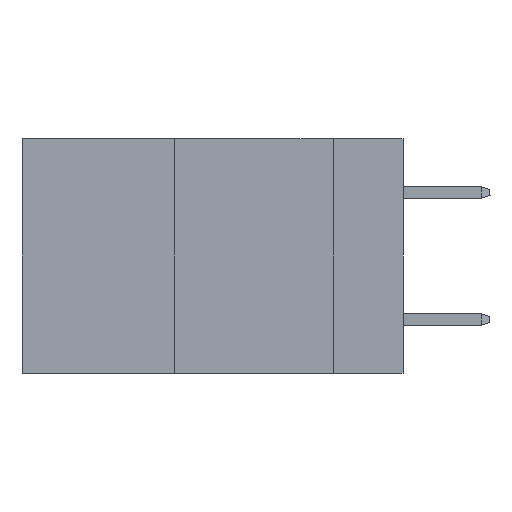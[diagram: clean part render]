
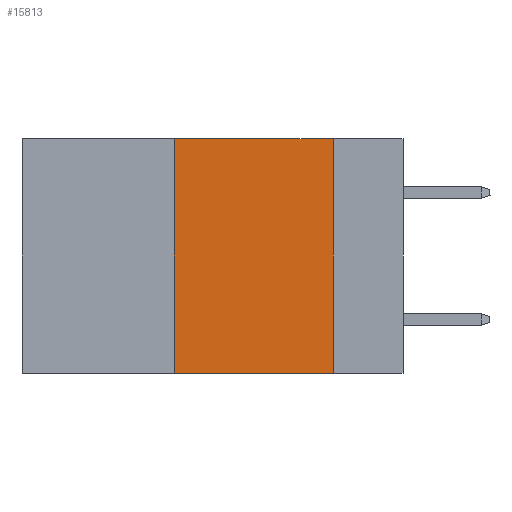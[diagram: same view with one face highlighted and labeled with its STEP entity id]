
A CAD part, left-side view. The second image highlights one B-rep face of the part: STEP entity #15813.
In plain terms, the highlighted planar face has unit normal (-1, 0, 0).
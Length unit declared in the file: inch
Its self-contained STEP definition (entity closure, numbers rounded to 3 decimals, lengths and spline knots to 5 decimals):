
#814 = EDGE_CURVE ( 'NONE', #26991, #13555, #21770, .T. ) ;
#2853 = LINE ( 'NONE', #37064, #21259 ) ;
#6848 = VECTOR ( 'NONE', #19377, 39.37008 ) ;
#7530 = LINE ( 'NONE', #13457, #6848 ) ;
#7629 = CARTESIAN_POINT ( 'NONE',  ( 0., 0.6, 0. ) ) ;
#7673 = CARTESIAN_POINT ( 'NONE',  ( 0., 0.11, -0.37 ) ) ;
#7912 = EDGE_CURVE ( 'NONE', #23008, #20291, #2853, .T. ) ;
#8064 = CARTESIAN_POINT ( 'NONE',  ( 0., 0.11, 0. ) ) ;
#13457 = CARTESIAN_POINT ( 'NONE',  ( 0., 0.11, 0. ) ) ;
#13555 = VERTEX_POINT ( 'NONE', #8064 ) ;
#13919 = PLANE ( 'NONE',  #35014 ) ;
#14045 = ORIENTED_EDGE ( 'NONE', *, *, #33071, .F. ) ;
#14123 = DIRECTION ( 'NONE',  ( 0., -1., 0. ) ) ;
#14244 = EDGE_CURVE ( 'NONE', #13555, #20291, #7530, .T. ) ;
#15813 = ADVANCED_FACE ( 'NONE', ( #33793 ), #13919, .F. ) ;
#15844 = ORIENTED_EDGE ( 'NONE', *, *, #14244, .F. ) ;
#19377 = DIRECTION ( 'NONE',  ( 0., 0., -1. ) ) ;
#20291 = VERTEX_POINT ( 'NONE', #7673 ) ;
#20698 = ORIENTED_EDGE ( 'NONE', *, *, #7912, .T. ) ;
#20960 = ORIENTED_EDGE ( 'NONE', *, *, #814, .F. ) ;
#21182 = CARTESIAN_POINT ( 'NONE',  ( 0., 0.36, -0.37 ) ) ;
#21259 = VECTOR ( 'NONE', #14123, 39.37008 ) ;
#21770 = LINE ( 'NONE', #26765, #37299 ) ;
#22529 = VECTOR ( 'NONE', #23555, 39.37008 ) ;
#23008 = VERTEX_POINT ( 'NONE', #21182 ) ;
#23555 = DIRECTION ( 'NONE',  ( 0., 0., 1. ) ) ;
#25585 = DIRECTION ( 'NONE',  ( 1., 0., 0. ) ) ;
#26765 = CARTESIAN_POINT ( 'NONE',  ( 0., 0.6, 0. ) ) ;
#26991 = VERTEX_POINT ( 'NONE', #32569 ) ;
#27829 = EDGE_LOOP ( 'NONE', ( #15844, #20960, #14045, #20698 ) ) ;
#28885 = CARTESIAN_POINT ( 'NONE',  ( 0., 0.36, 0. ) ) ;
#29445 = LINE ( 'NONE', #28885, #22529 ) ;
#32569 = CARTESIAN_POINT ( 'NONE',  ( 0., 0.36, 0. ) ) ;
#33071 = EDGE_CURVE ( 'NONE', #23008, #26991, #29445, .T. ) ;
#33429 = DIRECTION ( 'NONE',  ( 0., -1., 0. ) ) ;
#33793 = FACE_OUTER_BOUND ( 'NONE', #27829, .T. ) ;
#34160 = DIRECTION ( 'NONE',  ( 0., 0., -1. ) ) ;
#35014 = AXIS2_PLACEMENT_3D ( 'NONE', #7629, #25585, #34160 ) ;
#37064 = CARTESIAN_POINT ( 'NONE',  ( 0., 0.6, -0.37 ) ) ;
#37299 = VECTOR ( 'NONE', #33429, 39.37008 ) ;
